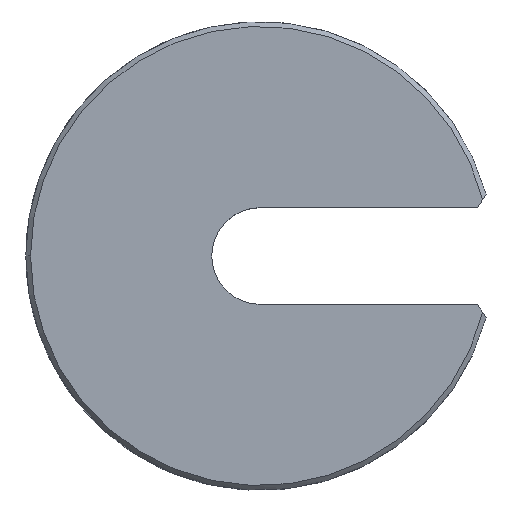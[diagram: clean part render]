
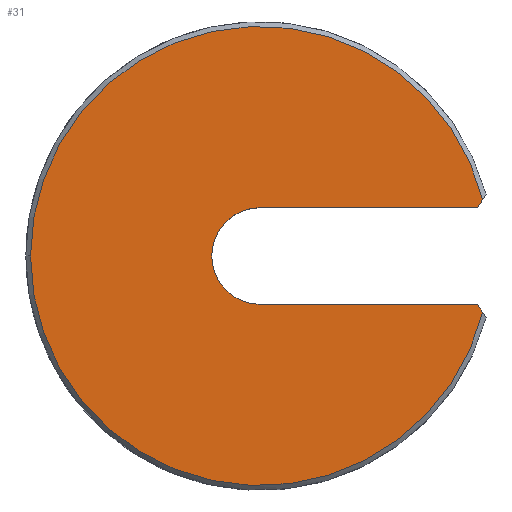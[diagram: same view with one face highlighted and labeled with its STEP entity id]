
A CAD part, top view. The second image highlights one B-rep face of the part: STEP entity #31.
In plain terms, the highlighted planar face has unit normal (0, 0, 1).
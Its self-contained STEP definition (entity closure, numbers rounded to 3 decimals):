
#18 = VECTOR ( 'NONE', #132, 1000. ) ;
#19 = CARTESIAN_POINT ( 'NONE',  ( 25., -5.159, 0. ) ) ;
#20 = LINE ( 'NONE', #19, #18 ) ;
#21 = EDGE_CURVE ( 'NONE', #66, #58, #214, .T. ) ;
#22 = ORIENTED_EDGE ( 'NONE', *, *, #48, .T. ) ;
#27 = EDGE_CURVE ( 'NONE', #37, #49, #215, .T. ) ;
#29 = VERTEX_POINT ( 'NONE', #201 ) ;
#30 = ORIENTED_EDGE ( 'NONE', *, *, #61, .F. ) ;
#31 = ADVANCED_FACE ( 'NONE', ( #158 ), #216, .T. ) ;
#32 = EDGE_LOOP ( 'NONE', ( #34, #33, #55, #22, #57, #56, #30 ) ) ;
#33 = ORIENTED_EDGE ( 'NONE', *, *, #35, .T. ) ;
#34 = ORIENTED_EDGE ( 'NONE', *, *, #36, .F. ) ;
#35 = EDGE_CURVE ( 'NONE', #74, #37, #189, .T. ) ;
#36 = EDGE_CURVE ( 'NONE', #74, #29, #180, .T. ) ;
#37 = VERTEX_POINT ( 'NONE', #195 ) ;
#48 = EDGE_CURVE ( 'NONE', #49, #66, #167, .T. ) ;
#49 = VERTEX_POINT ( 'NONE', #308 ) ;
#55 = ORIENTED_EDGE ( 'NONE', *, *, #27, .T. ) ;
#56 = ORIENTED_EDGE ( 'NONE', *, *, #59, .F. ) ;
#57 = ORIENTED_EDGE ( 'NONE', *, *, #21, .T. ) ;
#58 = VERTEX_POINT ( 'NONE', #295 ) ;
#59 = EDGE_CURVE ( 'NONE', #60, #58, #20, .T. ) ;
#60 = VERTEX_POINT ( 'NONE', #433 ) ;
#61 = EDGE_CURVE ( 'NONE', #29, #60, #411, .T. ) ;
#66 = VERTEX_POINT ( 'NONE', #406 ) ;
#74 = VERTEX_POINT ( 'NONE', #456 ) ;
#132 = DIRECTION ( 'NONE',  ( 1., 0., 0. ) ) ;
#158 = FACE_OUTER_BOUND ( 'NONE', #32, .T. ) ;
#167 = CIRCLE ( 'NONE', #174, 24.5 ) ;
#174 = AXIS2_PLACEMENT_3D ( 'NONE', #294, #293, #292 ) ;
#175 = DIRECTION ( 'NONE',  ( -1., 0., 0. ) ) ;
#176 = VECTOR ( 'NONE', #175, 1000. ) ;
#179 = CARTESIAN_POINT ( 'NONE',  ( 0., 5.159, 0. ) ) ;
#180 = LINE ( 'NONE', #179, #176 ) ;
#182 = DIRECTION ( 'NONE',  ( 0.546, 0.838, 0. ) ) ;
#183 = VECTOR ( 'NONE', #182, 1000. ) ;
#184 = CARTESIAN_POINT ( 'NONE',  ( 13.922, -9.072, 0. ) ) ;
#186 = DIRECTION ( 'NONE',  ( 1., 0., 0. ) ) ;
#187 = DIRECTION ( 'NONE',  ( 0., 0., 1. ) ) ;
#188 = CARTESIAN_POINT ( 'NONE',  ( 0., 0., 0. ) ) ;
#189 = LINE ( 'NONE', #184, #183 ) ;
#195 = CARTESIAN_POINT ( 'NONE',  ( 23.751, 6.011, 0. ) ) ;
#201 = CARTESIAN_POINT ( 'NONE',  ( 0., 5.159, 0. ) ) ;
#202 = DIRECTION ( 'NONE',  ( 1., 0., 0. ) ) ;
#203 = DIRECTION ( 'NONE',  ( 0., 0., 1. ) ) ;
#204 = CARTESIAN_POINT ( 'NONE',  ( 0., 0., 0. ) ) ;
#205 = AXIS2_PLACEMENT_3D ( 'NONE', #188, #187, #186 ) ;
#211 = DIRECTION ( 'NONE',  ( -0.546, 0.838, 0. ) ) ;
#212 = VECTOR ( 'NONE', #211, 1000. ) ;
#213 = CARTESIAN_POINT ( 'NONE',  ( 13.922, 9.072, 0. ) ) ;
#214 = LINE ( 'NONE', #213, #212 ) ;
#215 = CIRCLE ( 'NONE', #282, 24.5 ) ;
#216 = PLANE ( 'NONE',  #205 ) ;
#282 = AXIS2_PLACEMENT_3D ( 'NONE', #204, #203, #202 ) ;
#292 = DIRECTION ( 'NONE',  ( 1., 0., 0. ) ) ;
#293 = DIRECTION ( 'NONE',  ( 0., 0., 1. ) ) ;
#294 = CARTESIAN_POINT ( 'NONE',  ( 0., 0., 0. ) ) ;
#295 = CARTESIAN_POINT ( 'NONE',  ( 23.196, -5.159, 0. ) ) ;
#308 = CARTESIAN_POINT ( 'NONE',  ( -24.5, 0., 0. ) ) ;
#406 = CARTESIAN_POINT ( 'NONE',  ( 23.751, -6.011, 0. ) ) ;
#407 = DIRECTION ( 'NONE',  ( 1., 0., 0. ) ) ;
#408 = DIRECTION ( 'NONE',  ( 0., 0., 1. ) ) ;
#409 = CARTESIAN_POINT ( 'NONE',  ( 0., 0., 0. ) ) ;
#410 = AXIS2_PLACEMENT_3D ( 'NONE', #409, #408, #407 ) ;
#411 = CIRCLE ( 'NONE', #410, 5.159 ) ;
#433 = CARTESIAN_POINT ( 'NONE',  ( 0., -5.159, 0. ) ) ;
#456 = CARTESIAN_POINT ( 'NONE',  ( 23.196, 5.159, 0. ) ) ;
